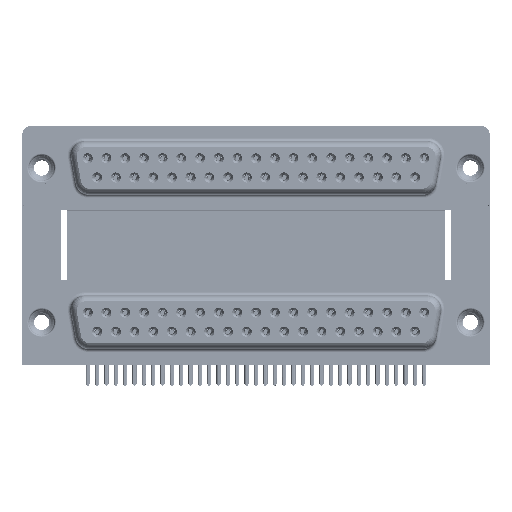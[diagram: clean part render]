
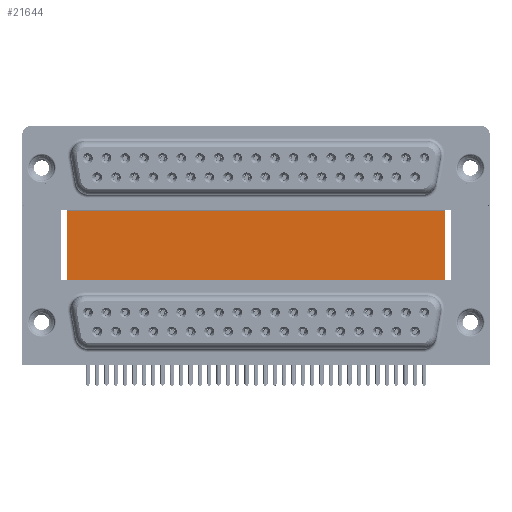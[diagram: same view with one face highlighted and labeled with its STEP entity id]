
A CAD part, top view. The second image highlights one B-rep face of the part: STEP entity #21644.
In plain terms, the highlighted planar face has unit normal (0, 0, 1).
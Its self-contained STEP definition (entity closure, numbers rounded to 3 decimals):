
#1264 = DIRECTION ( 'NONE',  ( 0., 0., -1. ) ) ;
#3752 = VERTEX_POINT ( 'NONE', #49133 ) ;
#9246 = DIRECTION ( 'NONE',  ( 0., -1., 0. ) ) ;
#9792 = EDGE_CURVE ( 'NONE', #52337, #55373, #20642, .T. ) ;
#16985 = DIRECTION ( 'NONE',  ( 1., 0., 0. ) ) ;
#17405 = CARTESIAN_POINT ( 'NONE',  ( 3.79, 16.585, -12. ) ) ;
#19089 = FACE_OUTER_BOUND ( 'NONE', #22100, .T. ) ;
#20642 = LINE ( 'NONE', #36996, #63079 ) ;
#21644 = ADVANCED_FACE ( 'NONE', ( #19089 ), #37404, .F. ) ;
#22100 = EDGE_LOOP ( 'NONE', ( #72203, #60563, #42403, #28117 ) ) ;
#22832 = LINE ( 'NONE', #47705, #53401 ) ;
#28117 = ORIENTED_EDGE ( 'NONE', *, *, #9792, .T. ) ;
#31019 = AXIS2_PLACEMENT_3D ( 'NONE', #49454, #1264, #55289 ) ;
#36996 = CARTESIAN_POINT ( 'NONE',  ( 3.79, 16.585, -12. ) ) ;
#37404 = PLANE ( 'NONE',  #31019 ) ;
#42403 = ORIENTED_EDGE ( 'NONE', *, *, #72141, .F. ) ;
#42692 = CARTESIAN_POINT ( 'NONE',  ( 59.71, 16.585, -12. ) ) ;
#42987 = EDGE_CURVE ( 'NONE', #75697, #3752, #68768, .T. ) ;
#45303 = CARTESIAN_POINT ( 'NONE',  ( 3.79, 16.585, -12. ) ) ;
#46599 = DIRECTION ( 'NONE',  ( 1., 0., 0. ) ) ;
#47705 = CARTESIAN_POINT ( 'NONE',  ( 3.79, -3.735, -12. ) ) ;
#49075 = EDGE_CURVE ( 'NONE', #55373, #3752, #22832, .T. ) ;
#49133 = CARTESIAN_POINT ( 'NONE',  ( 59.71, -3.735, -12. ) ) ;
#49454 = CARTESIAN_POINT ( 'NONE',  ( 3.79, 16.585, -12. ) ) ;
#52337 = VERTEX_POINT ( 'NONE', #45303 ) ;
#52485 = CARTESIAN_POINT ( 'NONE',  ( 3.79, -3.735, -12. ) ) ;
#53401 = VECTOR ( 'NONE', #16985, 1000. ) ;
#53968 = LINE ( 'NONE', #17405, #60130 ) ;
#55289 = DIRECTION ( 'NONE',  ( -1., 0., 0. ) ) ;
#55373 = VERTEX_POINT ( 'NONE', #52485 ) ;
#56703 = VECTOR ( 'NONE', #9246, 1000. ) ;
#60130 = VECTOR ( 'NONE', #46599, 1000. ) ;
#60563 = ORIENTED_EDGE ( 'NONE', *, *, #42987, .F. ) ;
#60742 = DIRECTION ( 'NONE',  ( 0., -1., 0. ) ) ;
#62550 = CARTESIAN_POINT ( 'NONE',  ( 59.71, 16.585, -12. ) ) ;
#63079 = VECTOR ( 'NONE', #60742, 1000. ) ;
#68768 = LINE ( 'NONE', #62550, #56703 ) ;
#72141 = EDGE_CURVE ( 'NONE', #52337, #75697, #53968, .T. ) ;
#72203 = ORIENTED_EDGE ( 'NONE', *, *, #49075, .T. ) ;
#75697 = VERTEX_POINT ( 'NONE', #42692 ) ;
